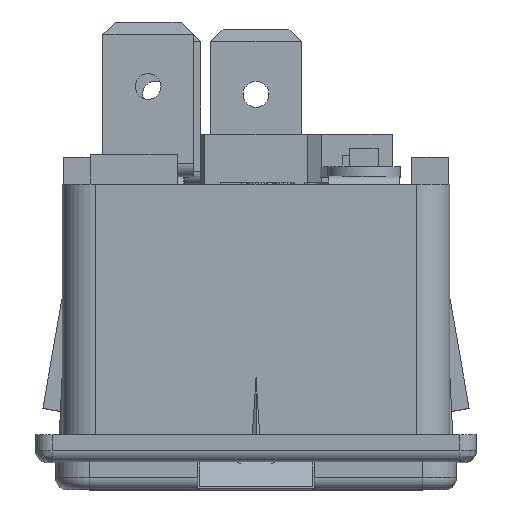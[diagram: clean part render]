
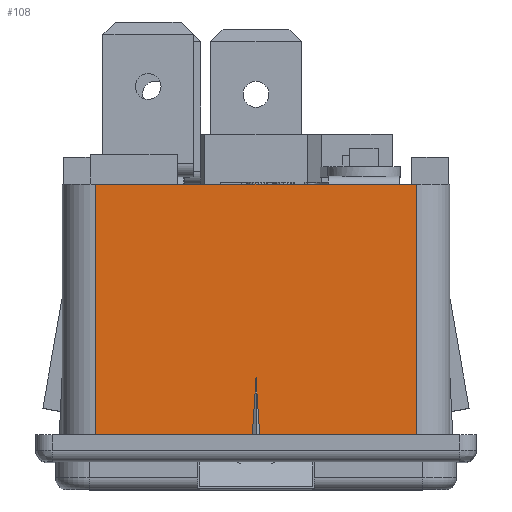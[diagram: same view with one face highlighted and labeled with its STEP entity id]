
A CAD part, top view. The second image highlights one B-rep face of the part: STEP entity #108.
In plain terms, the highlighted planar face has unit normal (0, 0, 1).
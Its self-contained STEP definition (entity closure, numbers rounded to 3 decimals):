
#108=ADVANCED_FACE('',(#1545),#1546,.T.);
#1545=FACE_OUTER_BOUND('',#4493,.T.);
#1546=PLANE('',#4494);
#4493=EDGE_LOOP('',(#8076,#8077,#8078,#8079,#8080,#8081,#8082));
#4494=AXIS2_PLACEMENT_3D('',#8083,#8084,#8085);
#8076=ORIENTED_EDGE('',*,*,#19943,.F.);
#8077=ORIENTED_EDGE('',*,*,#19885,.F.);
#8078=ORIENTED_EDGE('',*,*,#19942,.F.);
#8079=ORIENTED_EDGE('',*,*,#19944,.F.);
#8080=ORIENTED_EDGE('',*,*,#19945,.T.);
#8081=ORIENTED_EDGE('',*,*,#19888,.F.);
#8082=ORIENTED_EDGE('',*,*,#19946,.F.);
#8083=CARTESIAN_POINT('',(13.525,16.99,15.43));
#8084=DIRECTION('',(0.0,0.0,1.0));
#8085=DIRECTION('',(1.0,-0.0,0.0));
#19885=EDGE_CURVE('',#24295,#24297,#24298,.T.);
#19888=EDGE_CURVE('',#24301,#24303,#24304,.T.);
#19942=EDGE_CURVE('',#24405,#24295,#24407,.T.);
#19943=EDGE_CURVE('',#24297,#24408,#24409,.T.);
#19944=EDGE_CURVE('',#24410,#24405,#24411,.T.);
#19945=EDGE_CURVE('',#24410,#24303,#24412,.T.);
#19946=EDGE_CURVE('',#24408,#24301,#24413,.T.);
#24295=VERTEX_POINT('',#31291);
#24297=VERTEX_POINT('',#31293);
#24298=LINE('',#31294,#31295);
#24301=VERTEX_POINT('',#31299);
#24303=VERTEX_POINT('',#31302);
#24304=LINE('',#31303,#31304);
#24405=VERTEX_POINT('',#31448);
#24407=LINE('',#31450,#31451);
#24408=VERTEX_POINT('',#31452);
#24409=B_SPLINE_CURVE_WITH_KNOTS('',3,(#31453,#31454,#31455,#31456,#31457,#31458),.UNSPECIFIED.,.F.,.F.,(4,1,1,4),(0.0,0.333,0.667,1.0),.UNSPECIFIED.);
#24410=VERTEX_POINT('',#31459);
#24411=LINE('',#31460,#31461);
#24412=LINE('',#31462,#31463);
#24413=B_SPLINE_CURVE_WITH_KNOTS('',3,(#31464,#31465,#31466,#31467,#31468,#31469),.UNSPECIFIED.,.F.,.F.,(4,1,1,4),(0.0,0.333,0.667,1.0),.UNSPECIFIED.);
#31291=CARTESIAN_POINT('',(11.165,3.81,15.43));
#31293=CARTESIAN_POINT('',(0.255,3.81,15.43));
#31294=CARTESIAN_POINT('',(11.165,3.81,15.43));
#31295=VECTOR('',#40558,10.91);
#31299=CARTESIAN_POINT('',(-0.255,3.81,15.43));
#31302=CARTESIAN_POINT('',(-11.165,3.81,15.43));
#31303=CARTESIAN_POINT('',(-0.255,3.81,15.43));
#31304=VECTOR('',#40561,10.91);
#31448=CARTESIAN_POINT('',(11.165,21.28,15.43));
#31450=CARTESIAN_POINT('',(11.165,21.28,15.43));
#31451=VECTOR('',#40635,17.47);
#31452=CARTESIAN_POINT('',(0.0,7.77,15.43));
#31453=CARTESIAN_POINT('',(0.255,3.81,15.43));
#31454=CARTESIAN_POINT('',(0.23,4.292,15.43));
#31455=CARTESIAN_POINT('',(0.178,5.228,15.43));
#31456=CARTESIAN_POINT('',(0.093,6.546,15.43));
#31457=CARTESIAN_POINT('',(0.032,7.371,15.43));
#31458=CARTESIAN_POINT('',(0.0,7.77,15.43));
#31459=CARTESIAN_POINT('',(-11.165,21.28,15.43));
#31460=CARTESIAN_POINT('',(-11.165,21.28,15.43));
#31461=VECTOR('',#40636,22.33);
#31462=CARTESIAN_POINT('',(-11.165,21.28,15.43));
#31463=VECTOR('',#40637,17.47);
#31464=CARTESIAN_POINT('',(0.0,7.77,15.43));
#31465=CARTESIAN_POINT('',(-0.032,7.372,15.43));
#31466=CARTESIAN_POINT('',(-0.093,6.547,15.43));
#31467=CARTESIAN_POINT('',(-0.178,5.229,15.43));
#31468=CARTESIAN_POINT('',(-0.23,4.293,15.43));
#31469=CARTESIAN_POINT('',(-0.255,3.81,15.43));
#40558=DIRECTION('',(-1.0,0.0,0.0));
#40561=DIRECTION('',(-1.0,0.0,0.0));
#40635=DIRECTION('',(0.0,-1.0,0.0));
#40636=DIRECTION('',(1.0,0.0,0.0));
#40637=DIRECTION('',(0.0,-1.0,0.0));
